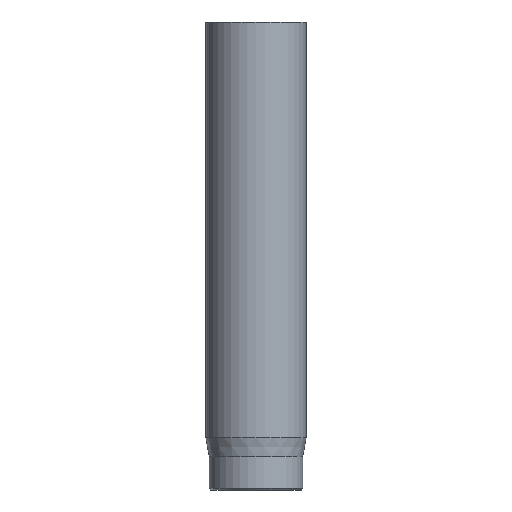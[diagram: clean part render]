
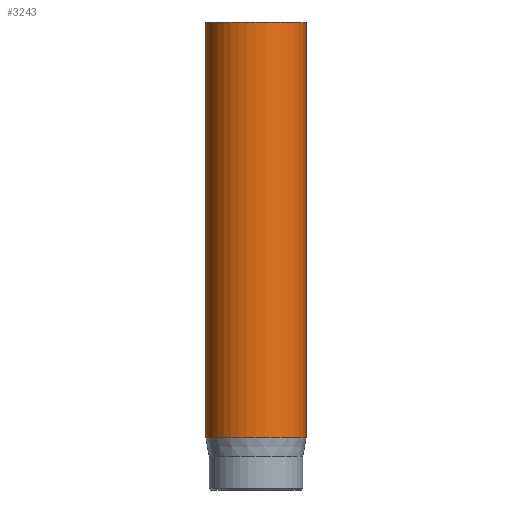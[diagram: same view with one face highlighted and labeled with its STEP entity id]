
A CAD part, front view. The second image highlights one B-rep face of the part: STEP entity #3243.
In plain terms, the highlighted cylindrical face has radius 1.5 mm (diameter 3 mm), a full revolution.
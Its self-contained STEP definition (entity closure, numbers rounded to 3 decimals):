
#42=CYLINDRICAL_SURFACE('',#3396,1.5);
#45=CIRCLE('',#3370,1.5);
#59=CIRCLE('',#3394,1.5);
#60=CIRCLE('',#3395,1.5);
#302=FACE_OUTER_BOUND('',#490,.T.);
#490=EDGE_LOOP('',(#2884,#2885,#2886,#2887,#2888));
#737=LINE('',#6051,#994);
#994=VECTOR('',#3808,1.5);
#1497=VERTEX_POINT('',#6000);
#1511=VERTEX_POINT('',#6045);
#1512=VERTEX_POINT('',#6046);
#1953=EDGE_CURVE('',#1497,#1497,#45,.T.);
#1974=EDGE_CURVE('',#1511,#1512,#59,.T.);
#1975=EDGE_CURVE('',#1512,#1511,#60,.T.);
#1977=EDGE_CURVE('',#1497,#1511,#737,.T.);
#2884=ORIENTED_EDGE('',*,*,#1953,.T.);
#2885=ORIENTED_EDGE('',*,*,#1977,.T.);
#2886=ORIENTED_EDGE('',*,*,#1974,.T.);
#2887=ORIENTED_EDGE('',*,*,#1975,.T.);
#2888=ORIENTED_EDGE('',*,*,#1977,.F.);
#3243=ADVANCED_FACE('',(#302),#42,.T.);
#3370=AXIS2_PLACEMENT_3D('',#6001,#3746,#3747);
#3394=AXIS2_PLACEMENT_3D('',#6047,#3801,#3802);
#3395=AXIS2_PLACEMENT_3D('',#6048,#3803,#3804);
#3396=AXIS2_PLACEMENT_3D('',#6050,#3806,#3807);
#3746=DIRECTION('center_axis',(0.,0.,-1.));
#3747=DIRECTION('ref_axis',(-1.,0.,0.));
#3801=DIRECTION('center_axis',(0.,0.,1.));
#3802=DIRECTION('ref_axis',(-1.,0.,0.));
#3803=DIRECTION('center_axis',(0.,0.,1.));
#3804=DIRECTION('ref_axis',(-1.,0.,0.));
#3806=DIRECTION('center_axis',(0.,0.,1.));
#3807=DIRECTION('ref_axis',(-1.,0.,0.));
#3808=DIRECTION('',(0.,0.,-1.));
#6000=CARTESIAN_POINT('',(1.5,0.,14.));
#6001=CARTESIAN_POINT('Origin',(0.,0.,14.));
#6045=CARTESIAN_POINT('',(1.5,0.,1.567));
#6046=CARTESIAN_POINT('',(-1.5,0.,1.567));
#6047=CARTESIAN_POINT('Origin',(0.,0.,1.567));
#6048=CARTESIAN_POINT('Origin',(0.,0.,1.567));
#6050=CARTESIAN_POINT('Origin',(0.,0.,0.));
#6051=CARTESIAN_POINT('',(1.5,0.,0.));
